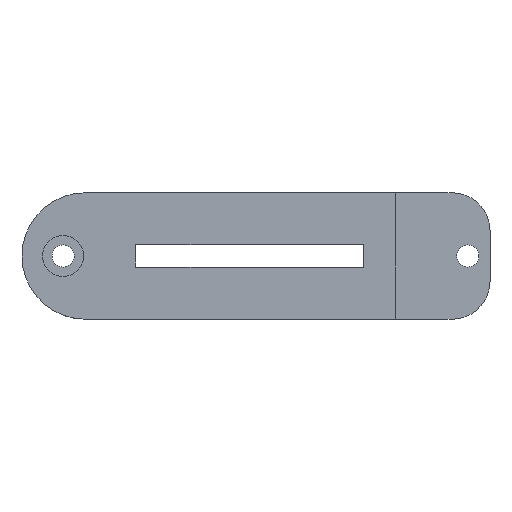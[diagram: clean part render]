
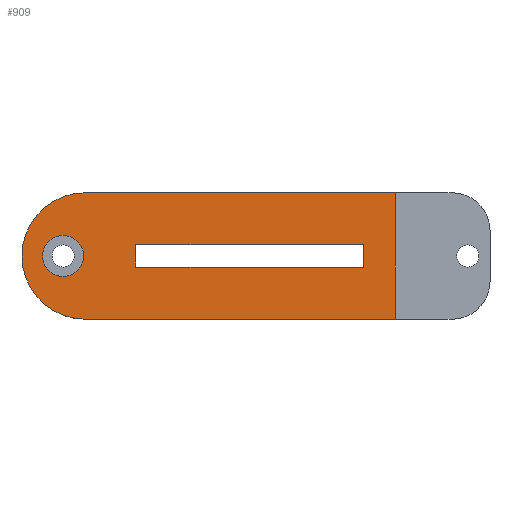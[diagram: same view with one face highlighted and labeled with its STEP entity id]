
A CAD part, top view. The second image highlights one B-rep face of the part: STEP entity #909.
In plain terms, the highlighted planar face has unit normal (0, 0, 1).
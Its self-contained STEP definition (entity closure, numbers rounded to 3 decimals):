
#150=CARTESIAN_POINT('Vertex',(-27.,8.25,7.)) ;
#153=CARTESIAN_POINT('Line Origine',(-9.,8.25,7.)) ;
#157=CARTESIAN_POINT('Vertex',(9.,8.25,7.)) ;
#181=CARTESIAN_POINT('Vertex',(-27.,11.75,7.)) ;
#186=CARTESIAN_POINT('Line Origine',(-27.,10.,7.)) ;
#208=CARTESIAN_POINT('Line Origine',(9.,10.,7.)) ;
#212=CARTESIAN_POINT('Vertex',(9.,11.75,7.)) ;
#244=CARTESIAN_POINT('Line Origine',(-9.,11.75,7.)) ;
#611=CARTESIAN_POINT('Axis2P3D Location',(14.,0.,7.)) ;
#627=CARTESIAN_POINT('Vertex',(14.,20.,7.)) ;
#630=CARTESIAN_POINT('Line Origine',(14.,10.,7.)) ;
#634=CARTESIAN_POINT('Vertex',(14.,0.,7.)) ;
#716=CARTESIAN_POINT('Line Origine',(-10.5,20.,7.)) ;
#720=CARTESIAN_POINT('Vertex',(-35.,20.,7.)) ;
#752=CARTESIAN_POINT('Axis2P3D Location',(-35.,10.,7.)) ;
#756=CARTESIAN_POINT('Vertex',(-45.,10.,7.)) ;
#789=CARTESIAN_POINT('Vertex',(-35.,0.,7.)) ;
#797=CARTESIAN_POINT('Line Origine',(-10.5,0.,7.)) ;
#866=CARTESIAN_POINT('Axis2P3D Location',(-35.,10.,7.)) ;
#885=CARTESIAN_POINT('Axis2P3D Location',(-38.5,10.,7.)) ;
#889=CARTESIAN_POINT('Vertex',(-41.75,10.,7.)) ;
#891=CARTESIAN_POINT('Vertex',(-35.25,10.,7.)) ;
#894=CARTESIAN_POINT('Axis2P3D Location',(-38.5,10.,7.)) ;
#154=DIRECTION('Vector Direction',(-1.,0.,0.)) ;
#187=DIRECTION('Vector Direction',(0.,-1.,0.)) ;
#209=DIRECTION('Vector Direction',(0.,1.,0.)) ;
#245=DIRECTION('Vector Direction',(1.,0.,0.)) ;
#612=DIRECTION('Axis2P3D Direction',(0.,0.,-1.)) ;
#613=DIRECTION('Axis2P3D XDirection',(-1.,0.,0.)) ;
#631=DIRECTION('Vector Direction',(0.,1.,0.)) ;
#717=DIRECTION('Vector Direction',(-1.,0.,0.)) ;
#753=DIRECTION('Axis2P3D Direction',(0.,0.,1.)) ;
#798=DIRECTION('Vector Direction',(-1.,0.,0.)) ;
#867=DIRECTION('Axis2P3D Direction',(0.,0.,1.)) ;
#886=DIRECTION('Axis2P3D Direction',(0.,0.,-1.)) ;
#895=DIRECTION('Axis2P3D Direction',(0.,0.,-1.)) ;
#614=AXIS2_PLACEMENT_3D('Plane Axis2P3D',#611,#612,#613) ;
#754=AXIS2_PLACEMENT_3D('Circle Axis2P3D',#752,#753,$) ;
#868=AXIS2_PLACEMENT_3D('Circle Axis2P3D',#866,#867,$) ;
#887=AXIS2_PLACEMENT_3D('Circle Axis2P3D',#885,#886,$) ;
#896=AXIS2_PLACEMENT_3D('Circle Axis2P3D',#894,#895,$) ;
#879=ORIENTED_EDGE('',*,*,#870,.F.) ;
#880=ORIENTED_EDGE('',*,*,#801,.T.) ;
#881=ORIENTED_EDGE('',*,*,#636,.T.) ;
#882=ORIENTED_EDGE('',*,*,#722,.F.) ;
#883=ORIENTED_EDGE('',*,*,#758,.F.) ;
#900=ORIENTED_EDGE('',*,*,#893,.F.) ;
#901=ORIENTED_EDGE('',*,*,#898,.F.) ;
#904=ORIENTED_EDGE('',*,*,#214,.F.) ;
#905=ORIENTED_EDGE('',*,*,#159,.T.) ;
#906=ORIENTED_EDGE('',*,*,#190,.F.) ;
#907=ORIENTED_EDGE('',*,*,#248,.T.) ;
#902=FACE_BOUND('',#899,.T.) ;
#908=FACE_BOUND('',#903,.T.) ;
#155=VECTOR('Line Direction',#154,1.) ;
#188=VECTOR('Line Direction',#187,1.) ;
#210=VECTOR('Line Direction',#209,1.) ;
#246=VECTOR('Line Direction',#245,1.) ;
#632=VECTOR('Line Direction',#631,1.) ;
#718=VECTOR('Line Direction',#717,1.) ;
#799=VECTOR('Line Direction',#798,1.) ;
#909=ADVANCED_FACE('Corps principal',(#884,#902,#908),#615,.F.) ;
#755=CIRCLE('generated circle',#754,10.) ;
#869=CIRCLE('generated circle',#868,10.) ;
#888=CIRCLE('generated circle',#887,3.25) ;
#897=CIRCLE('generated circle',#896,3.25) ;
#159=EDGE_CURVE('',#158,#151,#156,.T.) ;
#190=EDGE_CURVE('',#182,#151,#189,.T.) ;
#214=EDGE_CURVE('',#158,#213,#211,.T.) ;
#248=EDGE_CURVE('',#182,#213,#247,.T.) ;
#636=EDGE_CURVE('',#635,#628,#633,.T.) ;
#722=EDGE_CURVE('',#721,#628,#719,.F.) ;
#758=EDGE_CURVE('',#757,#721,#755,.F.) ;
#801=EDGE_CURVE('',#790,#635,#800,.F.) ;
#870=EDGE_CURVE('',#790,#757,#869,.F.) ;
#893=EDGE_CURVE('',#890,#892,#888,.F.) ;
#898=EDGE_CURVE('',#892,#890,#897,.F.) ;
#878=EDGE_LOOP('',(#879,#880,#881,#882,#883)) ;
#899=EDGE_LOOP('',(#900,#901)) ;
#903=EDGE_LOOP('',(#904,#905,#906,#907)) ;
#884=FACE_OUTER_BOUND('',#878,.T.) ;
#156=LINE('Line',#153,#155) ;
#189=LINE('Line',#186,#188) ;
#211=LINE('Line',#208,#210) ;
#247=LINE('Line',#244,#246) ;
#633=LINE('Line',#630,#632) ;
#719=LINE('Line',#716,#718) ;
#800=LINE('Line',#797,#799) ;
#615=PLANE('',#614) ;
#151=VERTEX_POINT('',#150) ;
#158=VERTEX_POINT('',#157) ;
#182=VERTEX_POINT('',#181) ;
#213=VERTEX_POINT('',#212) ;
#628=VERTEX_POINT('',#627) ;
#635=VERTEX_POINT('',#634) ;
#721=VERTEX_POINT('',#720) ;
#757=VERTEX_POINT('',#756) ;
#790=VERTEX_POINT('',#789) ;
#890=VERTEX_POINT('',#889) ;
#892=VERTEX_POINT('',#891) ;
